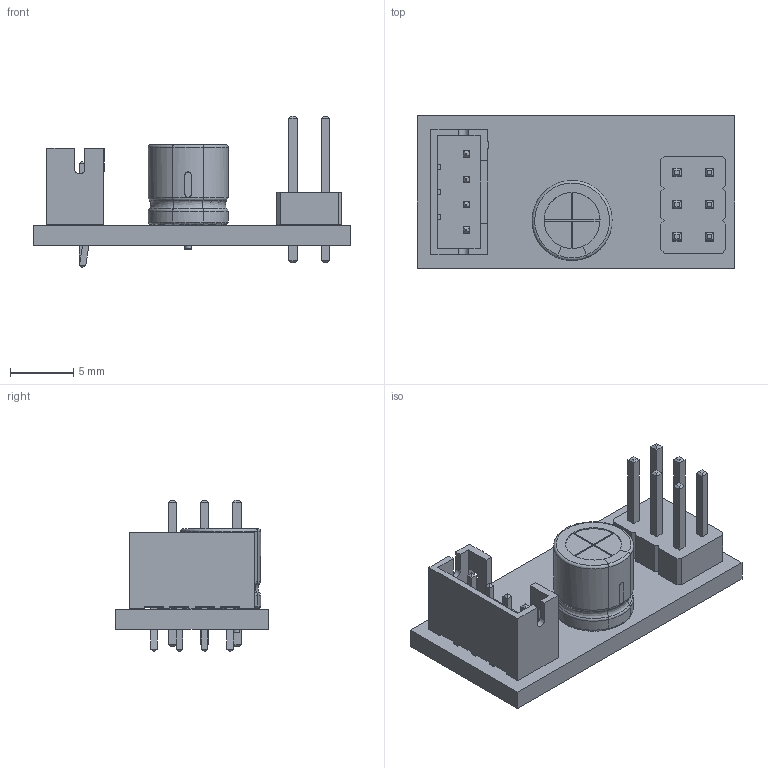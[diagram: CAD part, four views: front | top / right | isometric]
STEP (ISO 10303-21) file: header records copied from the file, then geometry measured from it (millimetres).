
FILE_DESCRIPTION(('KiCad electronic assembly'),'2;1');
FILE_NAME('m5stack_grove_port_servo.step','2023-09-18T04:40:20',( 'Pcbnew'),('Kicad'),'Open CASCADE STEP processor 7.6', 'KiCad to STEP converter','Unknown');
FILE_SCHEMA(('AUTOMOTIVE_DESIGN { 1 0 10303 214 1 1 1 1 }'));
Length unit declared in the file: millimetre
Products named in the file (8): m5stack_grove_port_servo 1; PinHeader_2x03_P2.54mm_Vertical; SOLID; CP_Radial_D6.3mm_P2.50mm; JST_PH_B4B-PH-K_1x04_P2.00mm_Vertical; m5stack_grove_port_servo PCB
Assembly tree (7 placements, depth 3):
  m5stack_grove_port_servo 1
    PinHeader_2x03_P2.54mm_Vertical
      SOLID
    CP_Radial_D6.3mm_P2.50mm
      SOLID
    JST_PH_B4B-PH-K_1x04_P2.00mm_Vertical
      SOLID
    m5stack_grove_port_servo PCB
Bounding box: 25 x 12 x 11.94 mm (x, y, z)
Volume: 898.1 mm3; surface area: 1647.1 mm2
Topology: 4 solids, 5 shells, 343 faces, 849 edges, 538 vertices
Faces by surface type: plane 306, cylinder 27, revolution 4, bspline 4, torus 2
Full cylindrical faces by diameter (mm): 0.5 x2, 0.75 x4, 0.8 x2, 1 x6
Entity records: 24281 total; most frequent: CARTESIAN_POINT 4466, DIRECTION 3244, LINE 2379, VECTOR 2379, ORIENTED_EDGE 1698, PCURVE 1698, DEFINITIONAL_REPRESENTATION 1698, EDGE_CURVE 849
